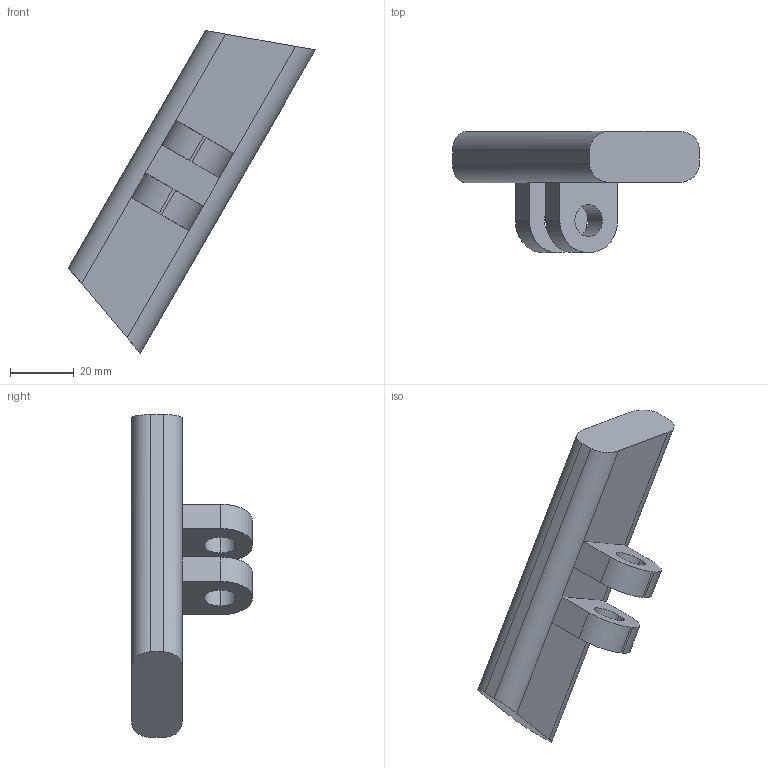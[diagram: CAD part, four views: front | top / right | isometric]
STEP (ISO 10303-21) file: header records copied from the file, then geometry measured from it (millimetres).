
FILE_DESCRIPTION (( 'STEP AP203' ), '1' );
FILE_NAME ('Canfield Lower Arm Crossbar -005_Default_sldprt.STEP', '2025-02-07T15:32:48', ( '' ), ( '' ), 'SwSTEP 2.0', 'SolidWorks 2024', '' );
FILE_SCHEMA (( 'CONFIG_CONTROL_DESIGN' ));
Length unit declared in the file: millimetre
Products named in the file (1): Canfield Lower Arm Crossbar -005_Default_sldprt
Bounding box: 77.64 x 38 x 101.5 mm (x, y, z)
Volume: 54760.1 mm3; surface area: 12201.3 mm2
Topology: 1 solids, 1 shells, 30 faces, 76 edges, 48 vertices
Faces by surface type: plane 18, cylinder 12
Entity records: 977 total; most frequent: CARTESIAN_POINT 179, ORIENTED_EDGE 152, DIRECTION 146, EDGE_CURVE 76, VECTOR 52, LINE 52, VERTEX_POINT 48, AXIS2_PLACEMENT_3D 47
